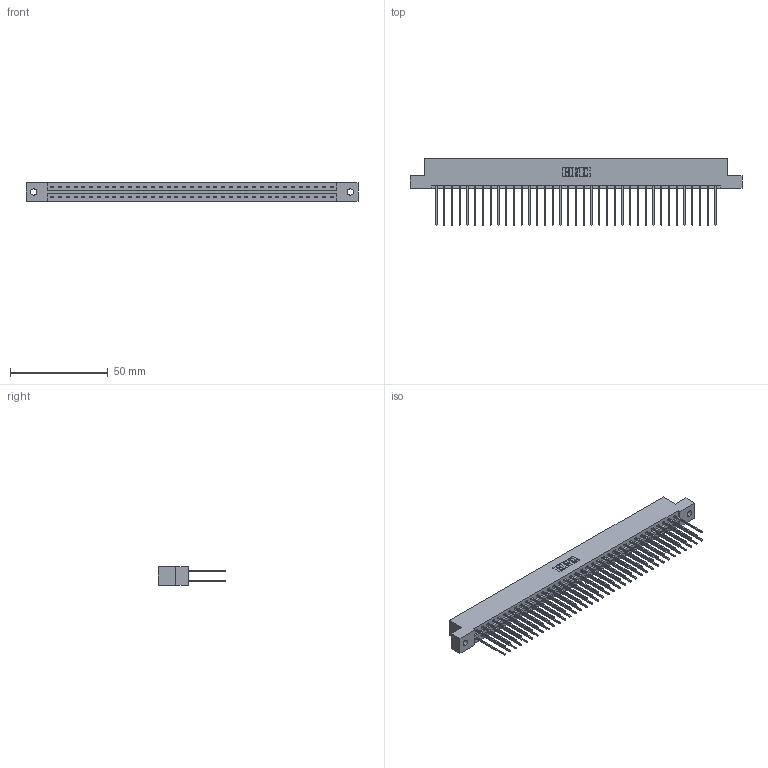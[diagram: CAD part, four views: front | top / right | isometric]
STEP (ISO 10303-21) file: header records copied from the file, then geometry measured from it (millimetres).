
FILE_DESCRIPTION (( 'STEP AP203' ), '1' );
FILE_NAME ('337-074-541-202.STEP', '2018-08-11T17:23:58', ( '' ), ( '' ), 'SwSTEP 2.0', 'SolidWorks 2016', '' );
FILE_SCHEMA (( 'CONFIG_CONTROL_DESIGN' ));
Length unit declared in the file: inch
Products named in the file (3): 345-292-001_345-293-141; 337-074-541-202; 337 Part_Flush Mounting Lugs - 0.128 Dia
Assembly tree (75 placements, depth 2):
  337-074-541-202
    337 Part_Flush Mounting Lugs - 0.128 Dia
    345-292-001_345-293-141  x74
Bounding box: 169.62 x 34.3 x 9.4 mm (x, y, z)
Volume: 18197.3 mm3; surface area: 22381.9 mm2
Topology: 75 solids, 75 shells, 4110 faces, 12225 edges, 8050 vertices
Faces by surface type: plane 2882, cylinder 1228
Entity records: 29355 total; most frequent: CARTESIAN_POINT 4950, ORIENTED_EDGE 4886, DIRECTION 4219, EDGE_CURVE 2443, LINE 2315, VECTOR 2315, VERTEX_POINT 1626, AXIS2_PLACEMENT_3D 952
